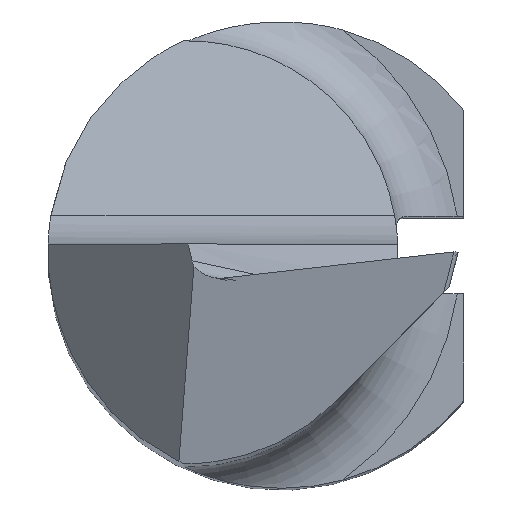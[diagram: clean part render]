
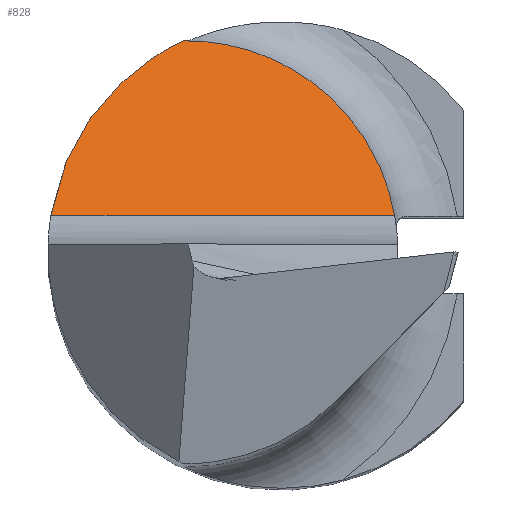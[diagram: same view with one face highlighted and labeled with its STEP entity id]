
A CAD part, top view. The second image highlights one B-rep face of the part: STEP entity #828.
In plain terms, the highlighted planar face has unit normal (0, 0.766, 0.643).
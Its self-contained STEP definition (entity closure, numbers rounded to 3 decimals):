
#18 = VERTEX_POINT ( 'NONE', #187 ) ;
#99 = CARTESIAN_POINT ( 'NONE',  ( -1.255, 2.725, 32.825 ) ) ;
#106 = CARTESIAN_POINT ( 'NONE',  ( 0.141, 2.74, 32.807 ) ) ;
#145 = EDGE_CURVE ( 'NONE', #450, #18, #349, .T. ) ;
#168 = DIRECTION ( 'NONE',  ( 1., 0., 0. ) ) ;
#187 = CARTESIAN_POINT ( 'NONE',  ( 1.458, 0.474, 35.507 ) ) ;
#196 = CARTESIAN_POINT ( 'NONE',  ( -2.962, 0.474, 35.507 ) ) ;
#213 =( BOUNDED_CURVE ( )  B_SPLINE_CURVE ( 3, ( #758, #106, #462, #836 ),
 .UNSPECIFIED., .F., .T. ) 
 B_SPLINE_CURVE_WITH_KNOTS ( ( 4, 4 ),
 ( 6.272, 7.679 ),
 .UNSPECIFIED. ) 
 CURVE ( )  GEOMETRIC_REPRESENTATION_ITEM ( )  RATIONAL_B_SPLINE_CURVE ( ( 1., 0.842, 0.842, 1. ) ) 
 REPRESENTATION_ITEM ( '' )  );
#251 =( BOUNDED_CURVE ( )  B_SPLINE_CURVE ( 3, ( #196, #843, #571, #99 ),
 .UNSPECIFIED., .F., .T. ) 
 B_SPLINE_CURVE_WITH_KNOTS ( ( 4, 4 ),
 ( 4.871, 5.852 ),
 .UNSPECIFIED. ) 
 CURVE ( )  GEOMETRIC_REPRESENTATION_ITEM ( )  RATIONAL_B_SPLINE_CURVE ( ( 1., 0.921, 0.921, 1. ) ) 
 REPRESENTATION_ITEM ( '' )  );
#349 = LINE ( 'NONE', #710, #504 ) ;
#411 = CARTESIAN_POINT ( 'NONE',  ( -1.255, 2.725, 32.825 ) ) ;
#450 = VERTEX_POINT ( 'NONE', #692 ) ;
#462 = CARTESIAN_POINT ( 'NONE',  ( 1.215, 1.849, 33.869 ) ) ;
#479 = DIRECTION ( 'NONE',  ( 0., 0.643, -0.766 ) ) ;
#504 = VECTOR ( 'NONE', #168, 1000. ) ;
#526 = EDGE_LOOP ( 'NONE', ( #1055, #910, #613 ) ) ;
#571 = CARTESIAN_POINT ( 'NONE',  ( -2.183, 2.298, 33.335 ) ) ;
#613 = ORIENTED_EDGE ( 'NONE', *, *, #145, .T. ) ;
#664 = PLANE ( 'NONE',  #753 ) ;
#682 = VERTEX_POINT ( 'NONE', #411 ) ;
#692 = CARTESIAN_POINT ( 'NONE',  ( -2.962, 0.474, 35.507 ) ) ;
#710 = CARTESIAN_POINT ( 'NONE',  ( -3., 0.474, 35.507 ) ) ;
#753 = AXIS2_PLACEMENT_3D ( 'NONE', #961, #947, #479 ) ;
#758 = CARTESIAN_POINT ( 'NONE',  ( -1.255, 2.725, 32.825 ) ) ;
#769 = FACE_OUTER_BOUND ( 'NONE', #526, .T. ) ;
#828 = ADVANCED_FACE ( 'NONE', ( #769 ), #664, .F. ) ;
#836 = CARTESIAN_POINT ( 'NONE',  ( 1.458, 0.474, 35.507 ) ) ;
#843 = CARTESIAN_POINT ( 'NONE',  ( -2.801, 1.483, 34.305 ) ) ;
#910 = ORIENTED_EDGE ( 'NONE', *, *, #1040, .F. ) ;
#947 = DIRECTION ( 'NONE',  ( 0., -0.766, -0.643 ) ) ;
#961 = CARTESIAN_POINT ( 'NONE',  ( -3., 0.474, 35.507 ) ) ;
#1040 = EDGE_CURVE ( 'NONE', #450, #682, #251, .T. ) ;
#1055 = ORIENTED_EDGE ( 'NONE', *, *, #1064, .F. ) ;
#1064 = EDGE_CURVE ( 'NONE', #682, #18, #213, .T. ) ;
